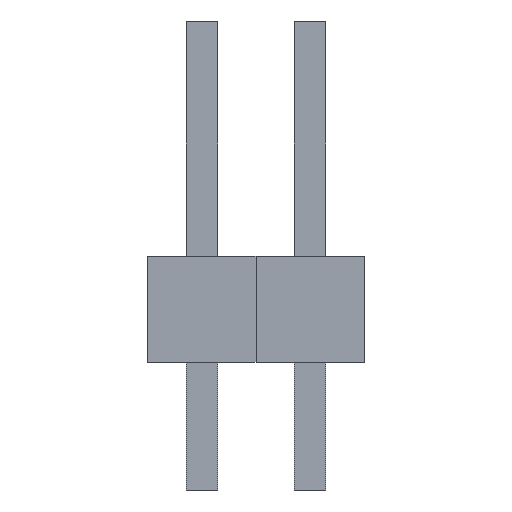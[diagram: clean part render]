
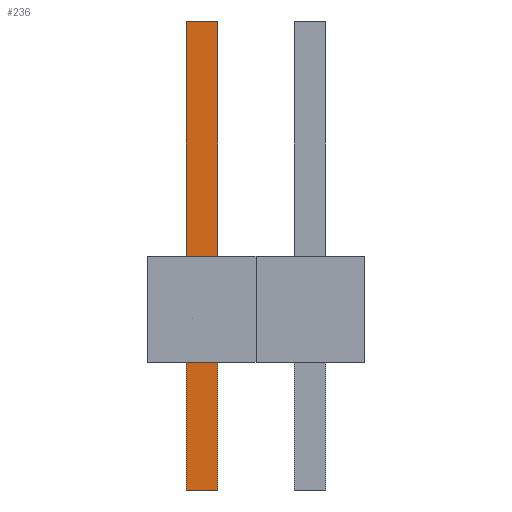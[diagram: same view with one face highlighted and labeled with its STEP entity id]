
A CAD part, front view. The second image highlights one B-rep face of the part: STEP entity #236.
In plain terms, the highlighted planar face has unit normal (0, -1, 0).
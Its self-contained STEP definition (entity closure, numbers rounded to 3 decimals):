
#13=DIRECTION('',(0.,0.,1.));
#14=DIRECTION('',(1.,0.,0.));
#77=VECTOR('',#13,1.);
#84=DIRECTION('',(0.,1.,0.));
#126=VECTOR('',#14,1.);
#190=EDGE_CURVE('',#191,#193,#195,.T.);
#191=VERTEX_POINT('',#192);
#192=CARTESIAN_POINT('',(-0.371,-0.371,-3.));
#193=VERTEX_POINT('',#194);
#194=CARTESIAN_POINT('',(-0.371,-0.371,8.));
#195=LINE('',#192,#77);
#214=ORIENTED_EDGE('',*,*,#215,.F.);
#215=EDGE_CURVE('',#216,#218,#220,.T.);
#216=VERTEX_POINT('',#217);
#217=CARTESIAN_POINT('',(0.371,-0.371,-3.));
#218=VERTEX_POINT('',#219);
#219=CARTESIAN_POINT('',(0.371,-0.371,8.));
#220=LINE('',#217,#77);
#236=ADVANCED_FACE('',(#237),#246,.F.);
#237=FACE_BOUND('',#238,.F.);
#238=EDGE_LOOP('',(#239,#242,#243,#214));
#239=ORIENTED_EDGE('',*,*,#240,.F.);
#240=EDGE_CURVE('',#191,#216,#241,.T.);
#241=LINE('',#192,#126);
#242=ORIENTED_EDGE('',*,*,#190,.T.);
#243=ORIENTED_EDGE('',*,*,#244,.T.);
#244=EDGE_CURVE('',#193,#218,#245,.T.);
#245=LINE('',#194,#126);
#246=PLANE('',#247);
#247=AXIS2_PLACEMENT_3D('',#192,#84,#13);
